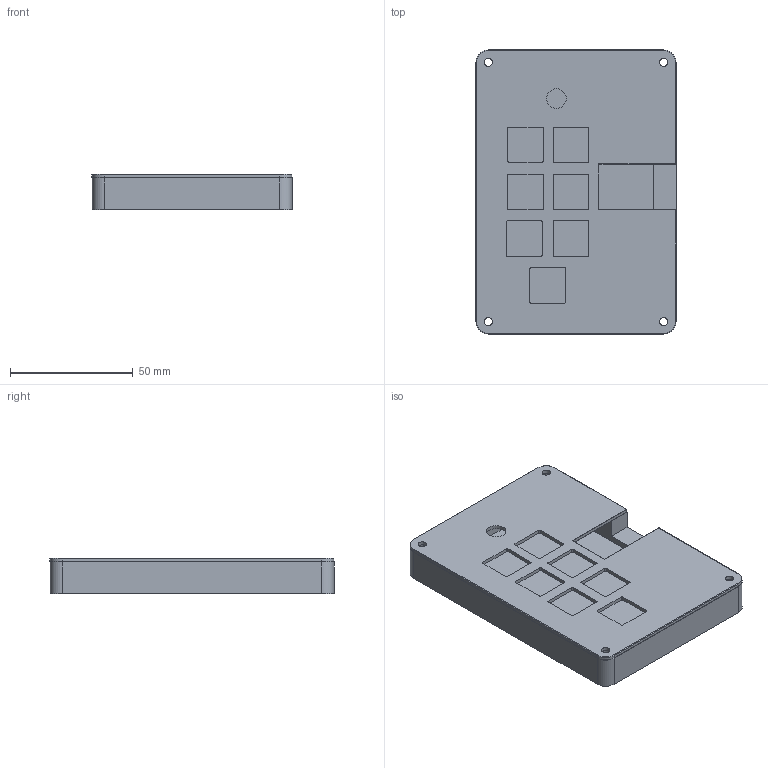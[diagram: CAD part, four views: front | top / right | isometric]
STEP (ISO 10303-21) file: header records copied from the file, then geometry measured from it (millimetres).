
FILE_DESCRIPTION(/* description */ (''),/* implementation_level */ '2;1');
FILE_NAME(/* name */ 'MacroPad top n bottom.step',/* time_stamp */ '2025-12-06T15:16:46+06:00',/* author */ (''),/* organization */ (''),/* preprocessor_version */ 'ST-DEVELOPER v20.1',/* originating_system */ 'Autodesk Translation Framework v14.21.0.0',/* authorisation */ '');
FILE_SCHEMA (('AUTOMOTIVE_DESIGN { 1 0 10303 214 3 1 1 }'));
Length unit declared in the file: millimetre
Products named in the file (4): 2025-12-03-23-38-45-010; 2025-12-03-23-38-45-010_1; 2025-12-05-08-17-35-925; 2025-12-03-23-38-45-010_2
Assembly tree (3 placements, depth 3):
  2025-12-03-23-38-45-010
    2025-12-03-23-38-45-010_1
      2025-12-05-08-17-35-925
    2025-12-03-23-38-45-010_2
Bounding box: 81.44 x 115.63 x 14.5 mm (x, y, z)
Volume: 67453.2 mm3; surface area: 43378.9 mm2
Topology: 2 solids, 2 shells, 665 faces, 1838 edges, 1216 vertices
Faces by surface type: bspline 374, plane 216, cylinder 67, torus 8
Full cylindrical faces by diameter (mm): 3.4 x8, 6 x4, 8 x1
Entity records: 24742 total; most frequent: CARTESIAN_POINT 10048, ORIENTED_EDGE 3676, EDGE_CURVE 1838, DIRECTION 1836, VERTEX_POINT 1216, LINE 956, VECTOR 956, B_SPLINE_CURVE_WITH_KNOTS 740
